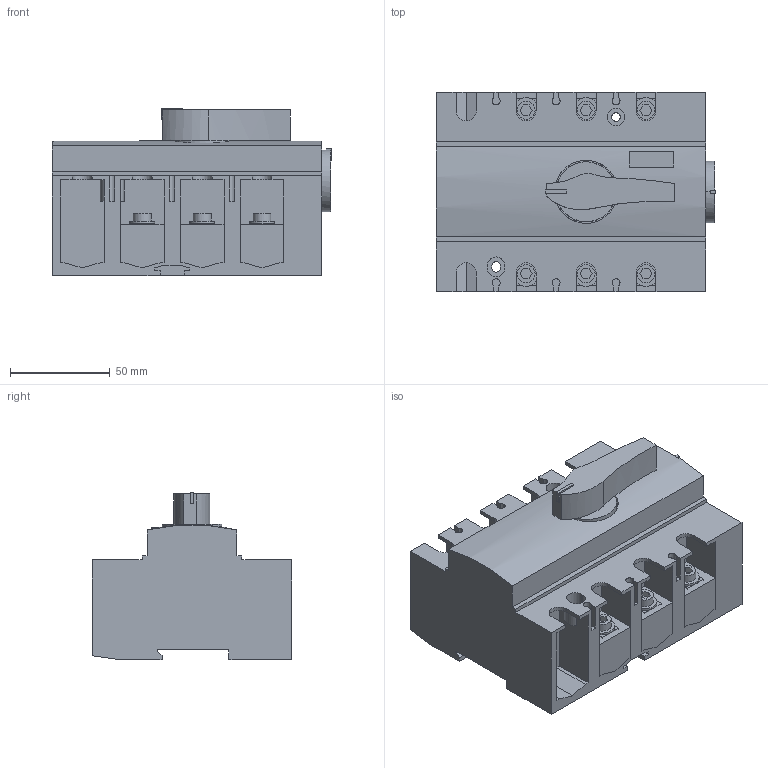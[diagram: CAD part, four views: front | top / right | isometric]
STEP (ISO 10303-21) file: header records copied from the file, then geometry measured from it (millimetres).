
FILE_DESCRIPTION((''),'2;1');
FILE_NAME('SB105771_3D-SIMPLIFIED_ASM','2013-08-23T',('Nico'),(''),'PRO/ENGINEER BY PARAMETRIC TECHNOLOGY CORPORATION, 2010480','PRO/ENGINEER BY PARAMETRIC TECHNOLOGY CORPORATION, 2010480','');
FILE_SCHEMA(('CONFIG_CONTROL_DESIGN'));
Length unit declared in the file: millimetre
Products named in the file (7): BLOCK_01; MANETTE_03; PIECE_01; PIECE_02; VIS_2; PIECE_03; SB105771_3D-SIMPLIFIED_ASM
Assembly tree (21 placements, depth 2):
  SB105771_3D-SIMPLIFIED_ASM
    BLOCK_01
    MANETTE_03
    PIECE_01  x6
    PIECE_02  x6
    VIS_2  x6
    PIECE_03
Bounding box: 139.93 x 100 x 83.8 mm (x, y, z)
Volume: 666673.9 mm3; surface area: 107284.3 mm2
Topology: 21 solids, 21 shells, 408 faces, 1042 edges, 692 vertices
Faces by surface type: plane 329, cylinder 79
Entity records: 8318 total; most frequent: CARTESIAN_POINT 1490, ORIENTED_EDGE 1394, DIRECTION 1363, EDGE_CURVE 697, VECTOR 583, LINE 583, VERTEX_POINT 462, AXIS2_PLACEMENT_3D 390
